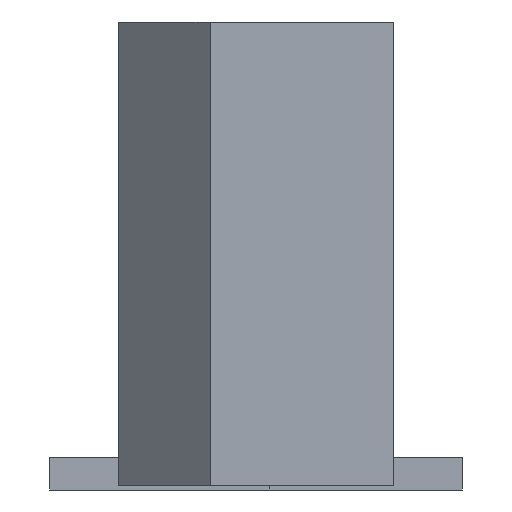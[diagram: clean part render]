
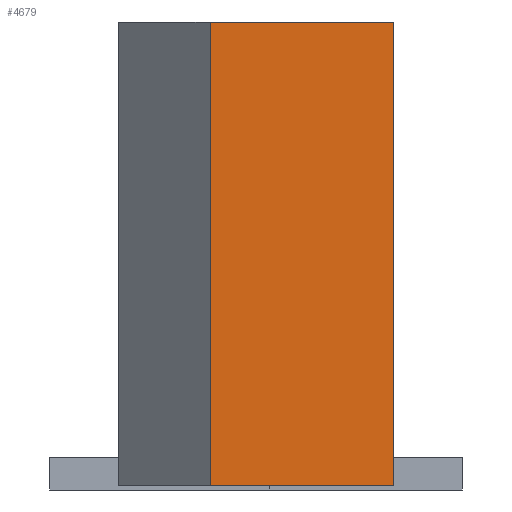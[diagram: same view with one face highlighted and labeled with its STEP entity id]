
A CAD part, left-side view. The second image highlights one B-rep face of the part: STEP entity #4679.
In plain terms, the highlighted planar face has unit normal (-1, 0, 0).
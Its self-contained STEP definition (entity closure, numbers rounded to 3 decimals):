
#1084 = CARTESIAN_POINT ( 'NONE',  ( -13.5, 0.5, 5.05 ) ) ;
#1313 = EDGE_CURVE ( 'NONE', #4814, #23114, #22011, .T. ) ;
#1460 = ORIENTED_EDGE ( 'NONE', *, *, #30755, .T. ) ;
#2025 = VERTEX_POINT ( 'NONE', #26407 ) ;
#3000 = DIRECTION ( 'NONE',  ( 0., -1., 0. ) ) ;
#3103 = EDGE_LOOP ( 'NONE', ( #3684, #1460, #26980, #26804 ) ) ;
#3684 = ORIENTED_EDGE ( 'NONE', *, *, #4291, .F. ) ;
#4291 = EDGE_CURVE ( 'NONE', #27570, #4814, #7415, .T. ) ;
#4679 = ADVANCED_FACE ( 'NONE', ( #31705 ), #6901, .F. ) ;
#4814 = VERTEX_POINT ( 'NONE', #11200 ) ;
#6901 = PLANE ( 'NONE',  #35365 ) ;
#7242 = CARTESIAN_POINT ( 'NONE',  ( -13.5, -1.5, 0. ) ) ;
#7321 = CARTESIAN_POINT ( 'NONE',  ( -13.5, 0.5, 5.05 ) ) ;
#7415 = LINE ( 'NONE', #15504, #20445 ) ;
#11200 = CARTESIAN_POINT ( 'NONE',  ( -13.5, -1.5, 5.05 ) ) ;
#15246 = LINE ( 'NONE', #7321, #36958 ) ;
#15504 = CARTESIAN_POINT ( 'NONE',  ( -13.5, -1.5, 5.05 ) ) ;
#16307 = CARTESIAN_POINT ( 'NONE',  ( -13.5, -1.5, 5.05 ) ) ;
#19971 = EDGE_CURVE ( 'NONE', #2025, #23114, #26649, .T. ) ;
#20445 = VECTOR ( 'NONE', #29929, 1000. ) ;
#20496 = VECTOR ( 'NONE', #3000, 1000. ) ;
#20805 = CARTESIAN_POINT ( 'NONE',  ( -13.5, -1.5, 0. ) ) ;
#22011 = LINE ( 'NONE', #31236, #26119 ) ;
#22194 = DIRECTION ( 'NONE',  ( 0., 0., -1. ) ) ;
#23114 = VERTEX_POINT ( 'NONE', #7242 ) ;
#26119 = VECTOR ( 'NONE', #22194, 1000. ) ;
#26407 = CARTESIAN_POINT ( 'NONE',  ( -13.5, 0.5, 0. ) ) ;
#26649 = LINE ( 'NONE', #20805, #20496 ) ;
#26795 = DIRECTION ( 'NONE',  ( 0., 0., -1. ) ) ;
#26804 = ORIENTED_EDGE ( 'NONE', *, *, #1313, .F. ) ;
#26980 = ORIENTED_EDGE ( 'NONE', *, *, #19971, .T. ) ;
#27570 = VERTEX_POINT ( 'NONE', #1084 ) ;
#29929 = DIRECTION ( 'NONE',  ( 0., -1., 0. ) ) ;
#30755 = EDGE_CURVE ( 'NONE', #27570, #2025, #15246, .T. ) ;
#31236 = CARTESIAN_POINT ( 'NONE',  ( -13.5, -1.5, 5.05 ) ) ;
#31705 = FACE_OUTER_BOUND ( 'NONE', #3103, .T. ) ;
#33700 = DIRECTION ( 'NONE',  ( 0., 0., -1. ) ) ;
#35365 = AXIS2_PLACEMENT_3D ( 'NONE', #16307, #36360, #33700 ) ;
#36360 = DIRECTION ( 'NONE',  ( 1., 0., 0. ) ) ;
#36958 = VECTOR ( 'NONE', #26795, 1000. ) ;
